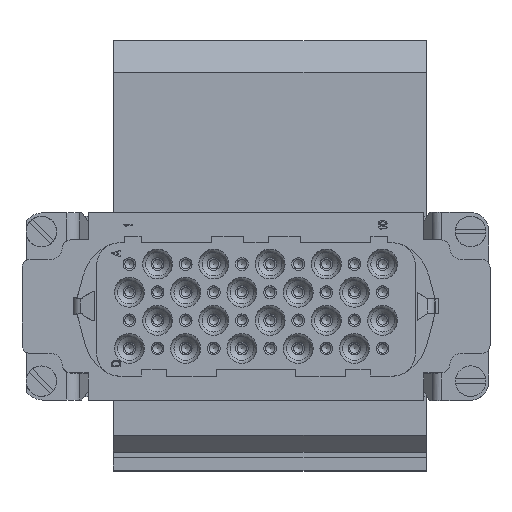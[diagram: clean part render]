
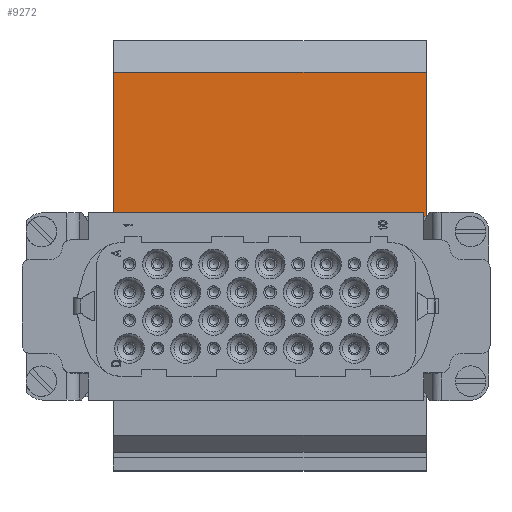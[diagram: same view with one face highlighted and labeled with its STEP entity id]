
A CAD part, top view. The second image highlights one B-rep face of the part: STEP entity #9272.
In plain terms, the highlighted planar face has unit normal (0, 0, 1).
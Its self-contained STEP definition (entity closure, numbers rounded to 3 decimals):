
#6004=PLANE('',#47593);
#7411=FACE_OUTER_BOUND('',#12805,.T.);
#9272=ADVANCED_FACE('',(#7411),#6004,.T.);
#12805=EDGE_LOOP('',(#17284,#17285,#17286,#17287,#17288,#17289));
#17284=ORIENTED_EDGE('',*,*,#30890,.T.);
#17285=ORIENTED_EDGE('',*,*,#30655,.F.);
#17286=ORIENTED_EDGE('',*,*,#30681,.F.);
#17287=ORIENTED_EDGE('',*,*,#30891,.T.);
#17288=ORIENTED_EDGE('',*,*,#30892,.F.);
#17289=ORIENTED_EDGE('',*,*,#30893,.F.);
#26772=VERTEX_POINT('',#64429);
#26773=VERTEX_POINT('',#64431);
#26791=VERTEX_POINT('',#64479);
#26925=VERTEX_POINT('',#64857);
#26926=VERTEX_POINT('',#64859);
#26927=VERTEX_POINT('',#64861);
#30655=EDGE_CURVE('',#26772,#26773,#38574,.T.);
#30681=EDGE_CURVE('',#26791,#26772,#38598,.T.);
#30890=EDGE_CURVE('',#26925,#26773,#38725,.T.);
#30891=EDGE_CURVE('',#26791,#26926,#38726,.T.);
#30892=EDGE_CURVE('',#26927,#26926,#38727,.T.);
#30893=EDGE_CURVE('',#26925,#26927,#38728,.T.);
#38574=LINE('',#64430,#42364);
#38598=LINE('',#64478,#42388);
#38725=LINE('',#64856,#42515);
#38726=LINE('',#64858,#42516);
#38727=LINE('',#64860,#42517);
#38728=LINE('',#64862,#42518);
#42364=VECTOR('',#51853,1.);
#42388=VECTOR('',#51889,1.);
#42515=VECTOR('',#52250,1.);
#42516=VECTOR('',#52251,1.);
#42517=VECTOR('',#52252,1.);
#42518=VECTOR('',#52253,1.);
#47593=AXIS2_PLACEMENT_3D('',#64863,#52254,#52255);
#51853=DIRECTION('',(0.,1.,0.));
#51889=DIRECTION('',(-1.,0.,0.));
#52250=DIRECTION('',(-1.,0.,0.));
#52251=DIRECTION('',(0.,-1.,0.));
#52252=DIRECTION('',(-1.,0.,0.));
#52253=DIRECTION('',(0.,-1.,0.));
#52254=DIRECTION('',(0.,0.,1.));
#52255=DIRECTION('',(0.,-1.,0.));
#64429=CARTESIAN_POINT('',(-25.74,15.75,-37.2));
#64430=CARTESIAN_POINT('',(-25.74,16.75,-37.2));
#64431=CARTESIAN_POINT('',(-25.74,42.307,-37.2));
#64478=CARTESIAN_POINT('',(19.98,15.75,-37.2));
#64479=CARTESIAN_POINT('',(26.26,15.75,-37.2));
#64856=CARTESIAN_POINT('',(19.98,42.307,-37.2));
#64857=CARTESIAN_POINT('',(30.76,42.307,-37.2));
#64858=CARTESIAN_POINT('',(26.26,41.892,-37.2));
#64859=CARTESIAN_POINT('',(26.26,10.803,-37.2));
#64860=CARTESIAN_POINT('',(19.98,10.803,-37.2));
#64861=CARTESIAN_POINT('',(30.76,10.803,-37.2));
#64862=CARTESIAN_POINT('',(30.76,41.892,-37.2));
#64863=CARTESIAN_POINT('',(19.98,41.892,-37.2));
